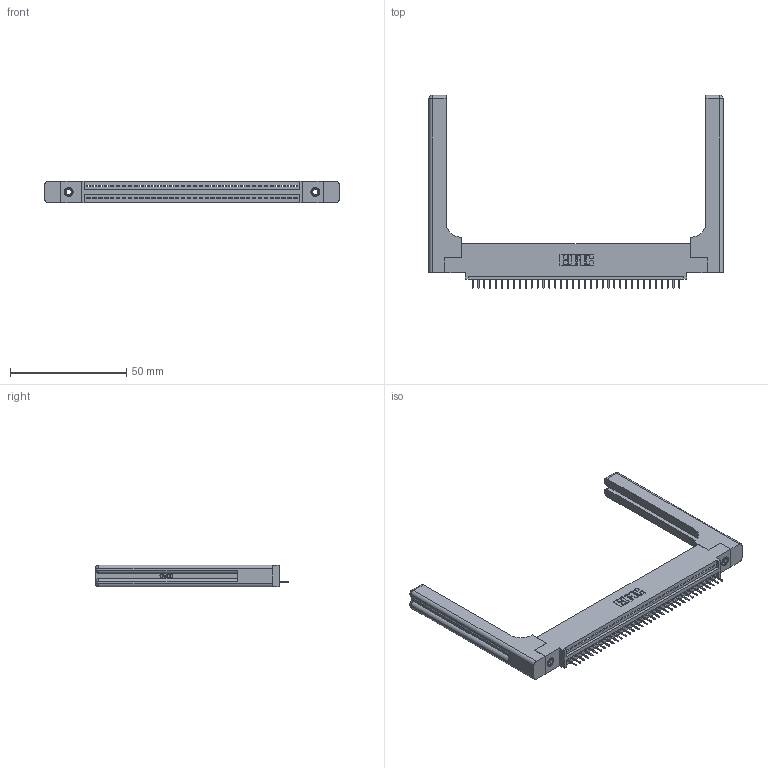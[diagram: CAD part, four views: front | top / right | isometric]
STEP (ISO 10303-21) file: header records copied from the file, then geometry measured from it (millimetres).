
FILE_DESCRIPTION (( 'STEP AP203' ), '1' );
FILE_NAME ('395-036-524-458.STEP', '2019-10-19T21:12:55', ( '' ), ( '' ), 'SwSTEP 2.0', 'SolidWorks 2016', '' );
FILE_SCHEMA (( 'CONFIG_CONTROL_DESIGN' ));
Length unit declared in the file: inch
Products named in the file (5): 395-036-524-458; 345-220-058_345-220-058; 345-250-001_345-250-001-102; 345 Part_0.110 Offset - 0.156 Dia-TH; 345-292-001_345-293-124
Assembly tree (41 placements, depth 2):
  395-036-524-458
    345 Part_0.110 Offset - 0.156 Dia-TH
    345-292-001_345-293-124  x36
    345-250-001_345-250-001-102  x2
    345-220-058_345-220-058  x2
Bounding box: 126.47 x 83.11 x 9.4 mm (x, y, z)
Volume: 20252.2 mm3; surface area: 20462.2 mm2
Topology: 41 solids, 41 shells, 2618 faces, 7499 edges, 4834 vertices
Faces by surface type: plane 1888, cylinder 670, bspline 36, cone 12, sphere 8, torus 4
Entity records: 33290 total; most frequent: CARTESIAN_POINT 6737, ORIENTED_EDGE 5504, DIRECTION 4840, EDGE_CURVE 2752, VECTOR 2388, LINE 2388, VERTEX_POINT 1822, AXIS2_PLACEMENT_3D 1226
